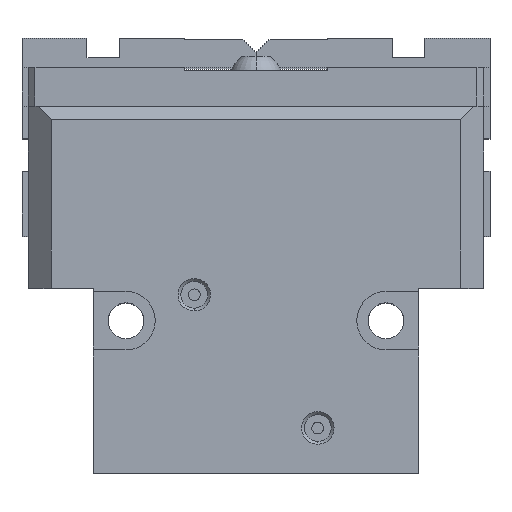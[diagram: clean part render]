
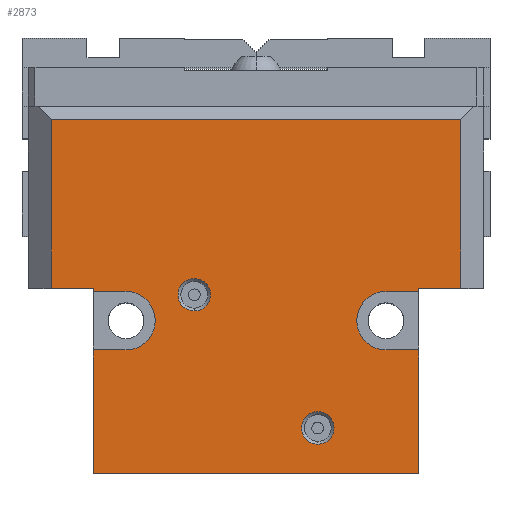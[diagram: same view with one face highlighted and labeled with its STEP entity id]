
A CAD part, top view. The second image highlights one B-rep face of the part: STEP entity #2873.
In plain terms, the highlighted planar face has unit normal (0, 0, 1).
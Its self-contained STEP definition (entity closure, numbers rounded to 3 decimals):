
#1593 = VERTEX_POINT( '', #4655 );
#1721 = EDGE_CURVE( '', #1593, #3011, #4798, .T. );
#1765 = VERTEX_POINT( '', #4846 );
#1901 = EDGE_CURVE( '', #3397, #2939, #4993, .T. );
#1987 = EDGE_CURVE( '', #2381, #2125, #5091, .T. );
#2003 = EDGE_CURVE( '', #2889, #1765, #5108, .T. );
#2125 = VERTEX_POINT( '', #5244 );
#2157 = EDGE_CURVE( '', #3895, #2451, #5277, .T. );
#2205 = EDGE_CURVE( '', #3459, #3429, #5329, .T. );
#2381 = VERTEX_POINT( '', #5521 );
#2451 = VERTEX_POINT( '', #5600 );
#2471 = EDGE_CURVE( '', #3429, #3805, #5623, .T. );
#2667 = VERTEX_POINT( '', #5847 );
#2787 = EDGE_CURVE( '', #2939, #3397, #5987, .T. );
#2873 = ADVANCED_FACE( '', ( #6083, #6084, #6085 ), #6086, .T. );
#2889 = VERTEX_POINT( '', #6102 );
#2939 = VERTEX_POINT( '', #6163 );
#3011 = VERTEX_POINT( '', #6243 );
#3013 = VERTEX_POINT( '', #6245 );
#3265 = EDGE_CURVE( '', #3011, #4227, #6524, .T. );
#3299 = EDGE_CURVE( '', #1765, #3459, #6561, .T. );
#3325 = EDGE_CURVE( '', #4089, #3779, #6590, .T. );
#3387 = EDGE_CURVE( '', #2381, #2451, #6658, .T. );
#3397 = VERTEX_POINT( '', #6669 );
#3429 = VERTEX_POINT( '', #6705 );
#3459 = VERTEX_POINT( '', #6739 );
#3543 = EDGE_CURVE( '', #4195, #2889, #6829, .T. );
#3615 = EDGE_CURVE( '', #3805, #4571, #6907, .T. );
#3733 = VERTEX_POINT( '', #7040 );
#3779 = VERTEX_POINT( '', #7092 );
#3805 = VERTEX_POINT( '', #7120 );
#3895 = VERTEX_POINT( '', #7219 );
#3899 = EDGE_CURVE( '', #4571, #3013, #7223, .T. );
#4081 = EDGE_CURVE( '', #3895, #4089, #7425, .T. );
#4089 = VERTEX_POINT( '', #7433 );
#4117 = EDGE_CURVE( '', #3733, #4195, #7465, .T. );
#4167 = EDGE_CURVE( '', #3779, #2667, #7518, .T. );
#4195 = VERTEX_POINT( '', #7550 );
#4227 = VERTEX_POINT( '', #7586 );
#4261 = EDGE_CURVE( '', #3013, #2125, #7624, .T. );
#4359 = EDGE_CURVE( '', #4227, #1593, #7728, .T. );
#4429 = EDGE_CURVE( '', #3733, #2667, #7809, .T. );
#4571 = VERTEX_POINT( '', #7968 );
#4655 = CARTESIAN_POINT( '', ( -7.209, 28.5, 18.5 ) );
#4798 = CIRCLE( '', #8279, 2.5 );
#4846 = CARTESIAN_POINT( '', ( 20., 19., 18.5 ) );
#4993 = CIRCLE( '', #8578, 2.5 );
#5091 = LINE( '', #8712, #8713 );
#5108 = LINE( '', #8737, #8738 );
#5244 = CARTESIAN_POINT( '', ( -31.5, 54.5, 18.5 ) );
#5277 = LINE( '', #8975, #8976 );
#5329 = LINE( '', #9044, #9045 );
#5521 = CARTESIAN_POINT( '', ( -31.5, 28.5, 18.5 ) );
#5600 = CARTESIAN_POINT( '', ( -25., 28.5, 18.5 ) );
#5623 = LINE( '', #9440, #9441 );
#5847 = CARTESIAN_POINT( '', ( -25., 19., 18.5 ) );
#5987 = CIRCLE( '', #9931, 2.5 );
#6083 = FACE_BOUND( '', #10090, .T. );
#6084 = FACE_OUTER_BOUND( '', #10091, .T. );
#6085 = FACE_BOUND( '', #10092, .T. );
#6086 = PLANE( '', #10093 );
#6102 = CARTESIAN_POINT( '', ( 25., 19., 18.5 ) );
#6163 = CARTESIAN_POINT( '', ( 9.5, 4.5, 18.5 ) );
#6243 = CARTESIAN_POINT( '', ( -9.5, 25., 18.5 ) );
#6245 = CARTESIAN_POINT( '', ( 31.5, 54.5, 18.5 ) );
#6524 = CIRCLE( '', #10699, 2.5 );
#6561 = CIRCLE( '', #10750, 4.5 );
#6590 = CIRCLE( '', #10792, 4.5 );
#6658 = LINE( '', #10886, #10887 );
#6669 = CARTESIAN_POINT( '', ( 9.5, 9.5, 18.5 ) );
#6705 = CARTESIAN_POINT( '', ( 25., 28., 18.5 ) );
#6739 = CARTESIAN_POINT( '', ( 20., 28., 18.5 ) );
#6829 = LINE( '', #11119, #11120 );
#6907 = LINE( '', #11226, #11227 );
#7040 = CARTESIAN_POINT( '', ( -25., 0., 18.5 ) );
#7092 = CARTESIAN_POINT( '', ( -20., 19., 18.5 ) );
#7120 = CARTESIAN_POINT( '', ( 25., 28.5, 18.5 ) );
#7219 = CARTESIAN_POINT( '', ( -25., 28., 18.5 ) );
#7223 = LINE( '', #11666, #11667 );
#7425 = LINE( '', #11943, #11944 );
#7433 = CARTESIAN_POINT( '', ( -20., 28., 18.5 ) );
#7465 = LINE( '', #11996, #11997 );
#7518 = LINE( '', #12066, #12067 );
#7550 = CARTESIAN_POINT( '', ( 25., 0., 18.5 ) );
#7586 = CARTESIAN_POINT( '', ( -9.5, 30., 18.5 ) );
#7624 = LINE( '', #12207, #12208 );
#7728 = CIRCLE( '', #12349, 2.5 );
#7809 = LINE( '', #12454, #12455 );
#7968 = CARTESIAN_POINT( '', ( 31.5, 28.5, 18.5 ) );
#8279 = AXIS2_PLACEMENT_3D( '', #12932, #12933, #12934 );
#8578 = AXIS2_PLACEMENT_3D( '', #13133, #13134, #13135 );
#8712 = CARTESIAN_POINT( '', ( -31.5, 28.5, 18.5 ) );
#8713 = VECTOR( '', #13261, 1. );
#8737 = CARTESIAN_POINT( '', ( 22.5, 19., 18.5 ) );
#8738 = VECTOR( '', #13272, 1. );
#8975 = CARTESIAN_POINT( '', ( -25., 0., 18.5 ) );
#8976 = VECTOR( '', #13452, 1. );
#9044 = CARTESIAN_POINT( '', ( 27.5, 28., 18.5 ) );
#9045 = VECTOR( '', #13499, 1. );
#9440 = CARTESIAN_POINT( '', ( 25., 0., 18.5 ) );
#9441 = VECTOR( '', #13836, 1. );
#9931 = AXIS2_PLACEMENT_3D( '', #14298, #14299, #14300 );
#10090 = EDGE_LOOP( '', ( #14416, #14417, #14418 ) );
#10091 = EDGE_LOOP( '', ( #14419, #14420, #14421, #14422, #14423, #14424, #14425, #14426, #14427, #14428, #14429, #14430, #14431, #14432, #14433, #14434 ) );
#10092 = EDGE_LOOP( '', ( #14435, #14436 ) );
#10093 = AXIS2_PLACEMENT_3D( '', #14437, #14438, #14439 );
#10699 = AXIS2_PLACEMENT_3D( '', #14960, #14961, #14962 );
#10750 = AXIS2_PLACEMENT_3D( '', #15001, #15002, #15003 );
#10792 = AXIS2_PLACEMENT_3D( '', #15041, #15042, #15043 );
#10886 = CARTESIAN_POINT( '', ( -31.5, 28.5, 18.5 ) );
#10887 = VECTOR( '', #15115, 1. );
#11119 = CARTESIAN_POINT( '', ( 25., 0., 18.5 ) );
#11120 = VECTOR( '', #15284, 1. );
#11226 = CARTESIAN_POINT( '', ( -31.5, 28.5, 18.5 ) );
#11227 = VECTOR( '', #15363, 1. );
#11666 = CARTESIAN_POINT( '', ( 31.5, 28.5, 18.5 ) );
#11667 = VECTOR( '', #15724, 1. );
#11943 = CARTESIAN_POINT( '', ( 2.5, 28., 18.5 ) );
#11944 = VECTOR( '', #15948, 1. );
#11996 = CARTESIAN_POINT( '', ( -25., 0., 18.5 ) );
#11997 = VECTOR( '', #15988, 1. );
#12066 = CARTESIAN_POINT( '', ( -2.5, 19., 18.5 ) );
#12067 = VECTOR( '', #16033, 1. );
#12207 = CARTESIAN_POINT( '', ( 32.5, 54.5, 18.5 ) );
#12208 = VECTOR( '', #16163, 1. );
#12349 = AXIS2_PLACEMENT_3D( '', #16244, #16245, #16246 );
#12454 = CARTESIAN_POINT( '', ( -25., 0., 18.5 ) );
#12455 = VECTOR( '', #16340, 1. );
#12932 = CARTESIAN_POINT( '', ( -9.5, 27.5, 18.5 ) );
#12933 = DIRECTION( '', ( 0., 0., -1. ) );
#12934 = DIRECTION( '', ( 0., 1., 0. ) );
#13133 = CARTESIAN_POINT( '', ( 9.5, 7., 18.5 ) );
#13134 = DIRECTION( '', ( 0., 0., -1. ) );
#13135 = DIRECTION( '', ( 0., 1., 0. ) );
#13261 = DIRECTION( '', ( 0., 1., 0. ) );
#13272 = DIRECTION( '', ( -1., 0., 0. ) );
#13452 = DIRECTION( '', ( 0., 1., 0. ) );
#13499 = DIRECTION( '', ( 1., 0., 0. ) );
#13836 = DIRECTION( '', ( 0., 1., 0. ) );
#14298 = CARTESIAN_POINT( '', ( 9.5, 7., 18.5 ) );
#14299 = DIRECTION( '', ( 0., 0., -1. ) );
#14300 = DIRECTION( '', ( 0., 1., 0. ) );
#14416 = ORIENTED_EDGE( '', *, *, #1721, .T. );
#14417 = ORIENTED_EDGE( '', *, *, #3265, .T. );
#14418 = ORIENTED_EDGE( '', *, *, #4359, .T. );
#14419 = ORIENTED_EDGE( '', *, *, #3615, .T. );
#14420 = ORIENTED_EDGE( '', *, *, #3899, .T. );
#14421 = ORIENTED_EDGE( '', *, *, #4261, .T. );
#14422 = ORIENTED_EDGE( '', *, *, #1987, .F. );
#14423 = ORIENTED_EDGE( '', *, *, #3387, .T. );
#14424 = ORIENTED_EDGE( '', *, *, #2157, .F. );
#14425 = ORIENTED_EDGE( '', *, *, #4081, .T. );
#14426 = ORIENTED_EDGE( '', *, *, #3325, .T. );
#14427 = ORIENTED_EDGE( '', *, *, #4167, .T. );
#14428 = ORIENTED_EDGE( '', *, *, #4429, .F. );
#14429 = ORIENTED_EDGE( '', *, *, #4117, .T. );
#14430 = ORIENTED_EDGE( '', *, *, #3543, .T. );
#14431 = ORIENTED_EDGE( '', *, *, #2003, .T. );
#14432 = ORIENTED_EDGE( '', *, *, #3299, .T. );
#14433 = ORIENTED_EDGE( '', *, *, #2205, .T. );
#14434 = ORIENTED_EDGE( '', *, *, #2471, .T. );
#14435 = ORIENTED_EDGE( '', *, *, #1901, .T. );
#14436 = ORIENTED_EDGE( '', *, *, #2787, .T. );
#14437 = CARTESIAN_POINT( '', ( 25., 0., 18.5 ) );
#14438 = DIRECTION( '', ( 0., 0., 1. ) );
#14439 = DIRECTION( '', ( 1., 0., 0. ) );
#14960 = CARTESIAN_POINT( '', ( -9.5, 27.5, 18.5 ) );
#14961 = DIRECTION( '', ( 0., 0., -1. ) );
#14962 = DIRECTION( '', ( 0., 1., 0. ) );
#15001 = CARTESIAN_POINT( '', ( 20., 23.5, 18.5 ) );
#15002 = DIRECTION( '', ( 0., 0., -1. ) );
#15003 = DIRECTION( '', ( 0., 1., 0. ) );
#15041 = CARTESIAN_POINT( '', ( -20., 23.5, 18.5 ) );
#15042 = DIRECTION( '', ( 0., 0., -1. ) );
#15043 = DIRECTION( '', ( 0., -1., 0. ) );
#15115 = DIRECTION( '', ( 1., 0., 0. ) );
#15284 = DIRECTION( '', ( 0., 1., 0. ) );
#15363 = DIRECTION( '', ( 1., 0., 0. ) );
#15724 = DIRECTION( '', ( 0., 1., 0. ) );
#15948 = DIRECTION( '', ( 1., 0., 0. ) );
#15988 = DIRECTION( '', ( 1., 0., 0. ) );
#16033 = DIRECTION( '', ( -1., 0., 0. ) );
#16163 = DIRECTION( '', ( -1., 0., 0. ) );
#16244 = CARTESIAN_POINT( '', ( -9.5, 27.5, 18.5 ) );
#16245 = DIRECTION( '', ( 0., 0., -1. ) );
#16246 = DIRECTION( '', ( 0., 1., 0. ) );
#16340 = DIRECTION( '', ( 0., 1., 0. ) );
